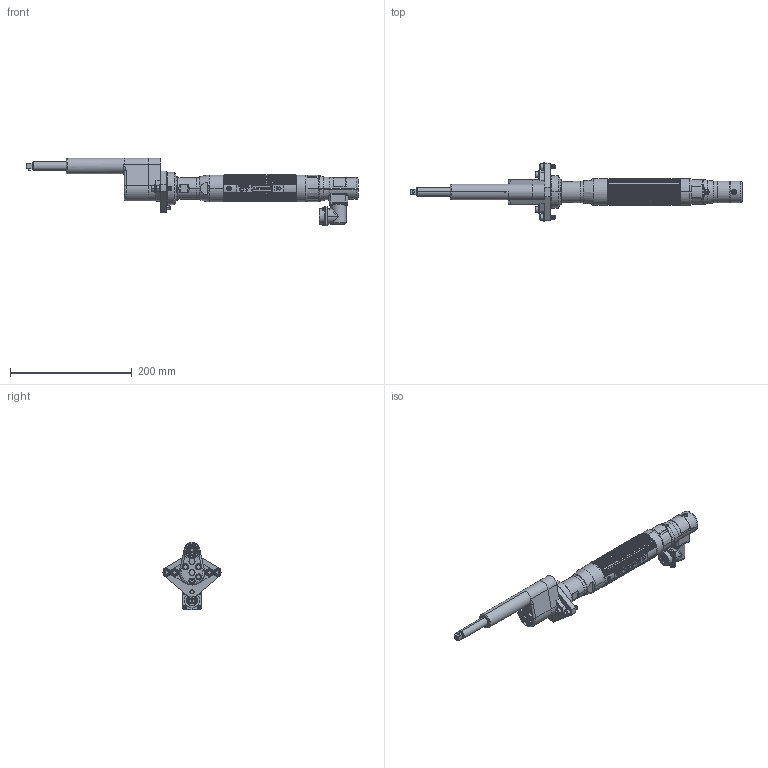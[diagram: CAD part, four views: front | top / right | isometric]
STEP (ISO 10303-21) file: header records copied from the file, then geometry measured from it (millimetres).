
FILE_DESCRIPTION((''),'2;1');
FILE_NAME('EB33MDF2-25','2015-05-26T',('EJF1116'),(''),'PRO/ENGINEER BY PARAMETRIC TECHNOLOGY CORPORATION, 2010430','PRO/ENGINEER BY PARAMETRIC TECHNOLOGY CORPORATION, 2010430','');
FILE_SCHEMA(('CONFIG_CONTROL_DESIGN'));
Products named in the file (1): EB33MDF2-25
Bounding box: 545.8 x 95.44 x 110.82 mm (x, y, z)
Surface area: 152860.9 mm2 (no closed solid volume)
Topology: 0 solids, 190 shells, 1388 faces, 6063 edges, 4703 vertices
Faces by surface type: cylinder 652, plane 373, cone 174, bspline 117, torus 72
Entity records: 96773 total; most frequent: CARTESIAN_POINT 50677, DIRECTION 8747, ORIENTED_EDGE 8718, EDGE_CURVE 6063, VERTEX_POINT 4703, AXIS2_PLACEMENT_3D 2941, VECTOR 2865, LINE 2865
